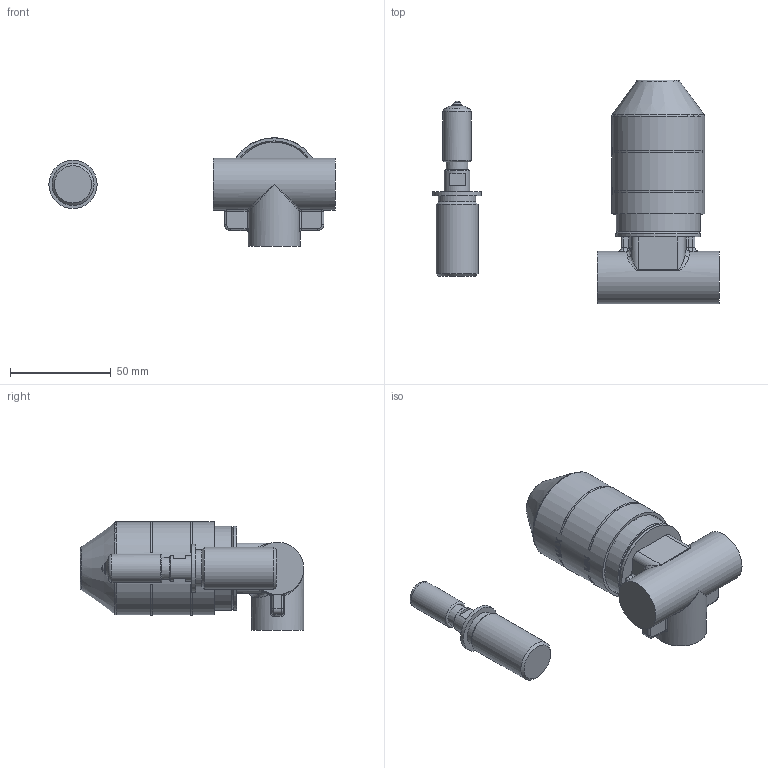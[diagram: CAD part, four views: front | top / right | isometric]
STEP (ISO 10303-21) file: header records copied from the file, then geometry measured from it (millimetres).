
FILE_DESCRIPTION(/* description */ (''),/* implementation_level */ '2;1');
FILE_NAME(/* name */ 'TVW10611B151.step',/* time_stamp */ '2022-12-07T10:43:41+01:00',/* author */ (''),/* organization */ (''),/* preprocessor_version */ 'ST-DEVELOPER v19.2',/* originating_system */ 'Autodesk Translation Framework v11.17.0.187',/* authorisation */ '');
FILE_SCHEMA (('AUTOMOTIVE_DESIGN { 1 0 10303 214 3 1 1 }'));
Length unit declared in the file: millimetre
Products named in the file (23): (Nicht gespeichert); 01000371; 16001383_ASM; 10000155; 12000727; 16000007_ASM; 07010106W_ASM; 07010106W_A; 07010106W_B; 07010106W_C; 07010106W_D; 12000716; 04000082; 12000752; 04000036; 06003501; 12000717; 04000041; 10000256; 10000076; MURO_INCASSI_ASM; MURO_INCASSI_AF0; MURO_INCASSI_PIASTRELLE_AF0
Assembly tree (23 placements, depth 4):
  (Nicht gespeichert)
    01000371
    16001383_ASM
      10000155
    12000727
    16000007_ASM
      07010106W_ASM
        07010106W_A
        07010106W_B
        07010106W_C
        07010106W_D
    12000716
    04000082
    12000752
    04000036  x2
    06003501
    12000717
    04000041
    10000256
    10000076
    MURO_INCASSI_ASM
      MURO_INCASSI_AF0
      MURO_INCASSI_PIASTRELLE_AF0
Bounding box: 142.3 x 111.1 x 54 mm (x, y, z)
Volume: 108059.1 mm3; surface area: 54109.7 mm2
Topology: 5 solids, 5 shells, 302 faces, 750 edges, 475 vertices
Faces by surface type: plane 145, cylinder 73, bspline 34, torus 23, cone 21, sphere 6
Full cylindrical faces by diameter (mm): 8 x1, 9.2 x1, 11 x1, 11.8 x1, 12.8 x1, 14 x1, 18.5 x1, 20.9 x1, 24 x1, 26 x2, 34.5 x1, 35.6 x1, 36 x1, 40 x1, 41.9 x1, 42 x1, 46.2 x1
Entity records: 14418 total; most frequent: CARTESIAN_POINT 6556, DIRECTION 1673, ORIENTED_EDGE 1494, EDGE_CURVE 747, AXIS2_PLACEMENT_3D 674, VERTEX_POINT 475, LINE 325, VECTOR 325
